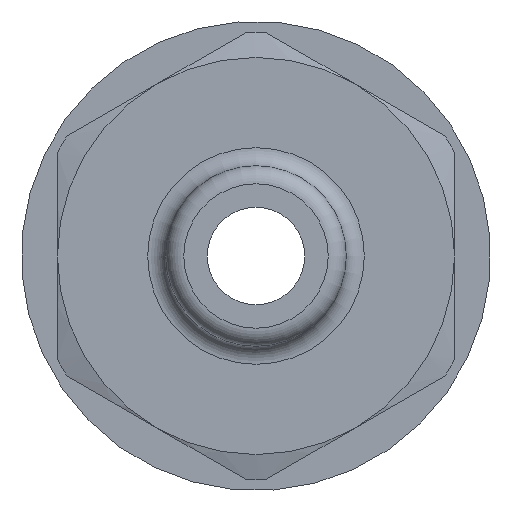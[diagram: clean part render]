
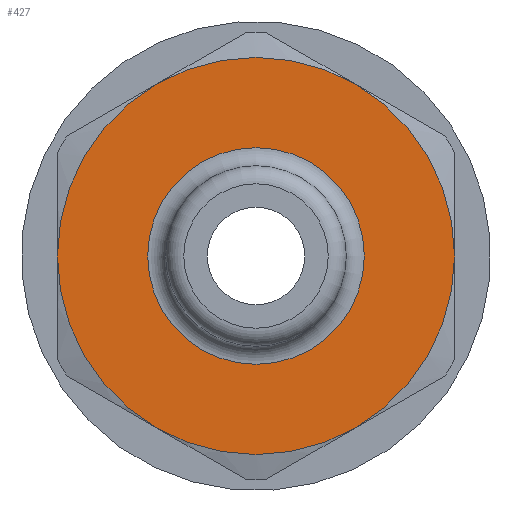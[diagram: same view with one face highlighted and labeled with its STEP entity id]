
A CAD part, left-side view. The second image highlights one B-rep face of the part: STEP entity #427.
In plain terms, the highlighted planar face has unit normal (-1, 0, 0).
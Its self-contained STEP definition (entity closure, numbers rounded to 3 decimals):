
#339=CARTESIAN_POINT('',(10.0,3.0,0.));
#340=VERTEX_POINT('',#339);
#341=CARTESIAN_POINT('',(10.0,0.0,0.0));
#342=DIRECTION('',(-1.0,0.0,0.0));
#343=DIRECTION('',(0.0,-1.0,0.0));
#344=AXIS2_PLACEMENT_3D('',#341,#342,#343);
#345=CIRCLE('',#344,3.0);
#346=EDGE_CURVE('',#340,#340,#345,.T.);
#363=CARTESIAN_POINT('',(10.0,4.,0.0));
#364=DIRECTION('',(-1.0,0.0,0.0));
#365=DIRECTION('',(0.0,0.0,1.0));
#366=AXIS2_PLACEMENT_3D('',#363,#364,#365);
#367=PLANE('',#366);
#368=CARTESIAN_POINT('',(10.0,5.5,0.0));
#369=VERTEX_POINT('',#368);
#370=CARTESIAN_POINT('',(10.0,2.75,4.763));
#371=VERTEX_POINT('',#370);
#372=CARTESIAN_POINT('',(10.0,0.0,0.0));
#373=DIRECTION('',(1.0,0.0,0.0));
#374=DIRECTION('',(0.0,1.0,0.0));
#375=AXIS2_PLACEMENT_3D('',#372,#373,#374);
#376=CIRCLE('',#375,5.5);
#377=EDGE_CURVE('',#369,#371,#376,.T.);
#378=ORIENTED_EDGE('',*,*,#377,.F.);
#379=CARTESIAN_POINT('',(10.0,2.75,-4.763));
#380=VERTEX_POINT('',#379);
#381=CARTESIAN_POINT('',(10.0,0.0,0.0));
#382=DIRECTION('',(1.0,0.0,0.0));
#383=DIRECTION('',(0.0,1.0,0.0));
#384=AXIS2_PLACEMENT_3D('',#381,#382,#383);
#385=CIRCLE('',#384,5.5);
#386=EDGE_CURVE('',#380,#369,#385,.T.);
#387=ORIENTED_EDGE('',*,*,#386,.F.);
#388=CARTESIAN_POINT('',(10.0,-2.75,-4.763));
#389=VERTEX_POINT('',#388);
#390=CARTESIAN_POINT('',(10.0,0.0,0.0));
#391=DIRECTION('',(1.0,0.0,0.0));
#392=DIRECTION('',(0.0,1.0,0.0));
#393=AXIS2_PLACEMENT_3D('',#390,#391,#392);
#394=CIRCLE('',#393,5.5);
#395=EDGE_CURVE('',#389,#380,#394,.T.);
#396=ORIENTED_EDGE('',*,*,#395,.F.);
#397=CARTESIAN_POINT('',(10.0,-5.5,0.));
#398=VERTEX_POINT('',#397);
#399=CARTESIAN_POINT('',(10.0,0.0,0.0));
#400=DIRECTION('',(1.0,0.0,0.0));
#401=DIRECTION('',(0.0,1.0,0.0));
#402=AXIS2_PLACEMENT_3D('',#399,#400,#401);
#403=CIRCLE('',#402,5.5);
#404=EDGE_CURVE('',#398,#389,#403,.T.);
#405=ORIENTED_EDGE('',*,*,#404,.F.);
#406=CARTESIAN_POINT('',(10.0,-2.75,4.763));
#407=VERTEX_POINT('',#406);
#408=CARTESIAN_POINT('',(10.0,0.0,0.0));
#409=DIRECTION('',(1.0,0.0,0.0));
#410=DIRECTION('',(0.0,1.0,0.0));
#411=AXIS2_PLACEMENT_3D('',#408,#409,#410);
#412=CIRCLE('',#411,5.5);
#413=EDGE_CURVE('',#407,#398,#412,.T.);
#414=ORIENTED_EDGE('',*,*,#413,.F.);
#415=CARTESIAN_POINT('',(10.0,0.0,0.0));
#416=DIRECTION('',(1.0,0.0,0.0));
#417=DIRECTION('',(0.0,1.0,0.0));
#418=AXIS2_PLACEMENT_3D('',#415,#416,#417);
#419=CIRCLE('',#418,5.5);
#420=EDGE_CURVE('',#371,#407,#419,.T.);
#421=ORIENTED_EDGE('',*,*,#420,.F.);
#422=EDGE_LOOP('',(#378,#387,#396,#405,#414,#421));
#423=FACE_OUTER_BOUND('',#422,.T.);
#424=ORIENTED_EDGE('',*,*,#346,.F.);
#425=EDGE_LOOP('',(#424));
#426=FACE_BOUND('',#425,.T.);
#427=ADVANCED_FACE('',(#423,#426),#367,.T.);
